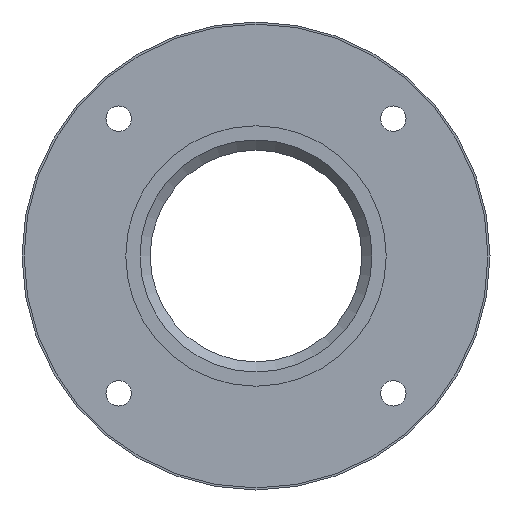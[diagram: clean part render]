
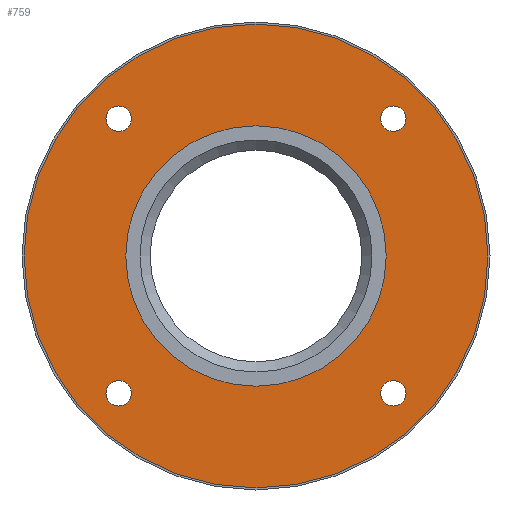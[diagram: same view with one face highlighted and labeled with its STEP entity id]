
A CAD part, front view. The second image highlights one B-rep face of the part: STEP entity #759.
In plain terms, the highlighted planar face has unit normal (0, -1, 0).
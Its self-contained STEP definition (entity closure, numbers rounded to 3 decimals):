
#17=FACE_BOUND('',#138,.T.);
#18=FACE_BOUND('',#139,.T.);
#19=FACE_BOUND('',#140,.T.);
#20=FACE_BOUND('',#141,.T.);
#21=FACE_BOUND('',#142,.T.);
#59=PLANE('',#857);
#96=FACE_OUTER_BOUND('',#137,.T.);
#137=EDGE_LOOP('',(#601,#602));
#138=EDGE_LOOP('',(#603));
#139=EDGE_LOOP('',(#604));
#140=EDGE_LOOP('',(#605));
#141=EDGE_LOOP('',(#606));
#142=EDGE_LOOP('',(#607,#608));
#258=CIRCLE('',#800,1.25);
#266=CIRCLE('',#812,1.25);
#274=CIRCLE('',#824,1.25);
#282=CIRCLE('',#836,1.25);
#296=CIRCLE('',#858,22.8);
#297=CIRCLE('',#859,22.8);
#298=CIRCLE('',#860,12.8);
#299=CIRCLE('',#861,12.8);
#333=VERTEX_POINT('',#1184);
#341=VERTEX_POINT('',#1208);
#349=VERTEX_POINT('',#1232);
#357=VERTEX_POINT('',#1256);
#371=VERTEX_POINT('',#1298);
#372=VERTEX_POINT('',#1299);
#373=VERTEX_POINT('',#1302);
#374=VERTEX_POINT('',#1303);
#412=EDGE_CURVE('',#333,#333,#258,.T.);
#424=EDGE_CURVE('',#341,#341,#266,.T.);
#436=EDGE_CURVE('',#349,#349,#274,.T.);
#448=EDGE_CURVE('',#357,#357,#282,.T.);
#467=EDGE_CURVE('',#371,#372,#296,.T.);
#468=EDGE_CURVE('',#372,#371,#297,.T.);
#469=EDGE_CURVE('',#373,#374,#298,.T.);
#470=EDGE_CURVE('',#374,#373,#299,.T.);
#601=ORIENTED_EDGE('',*,*,#467,.F.);
#602=ORIENTED_EDGE('',*,*,#468,.F.);
#603=ORIENTED_EDGE('',*,*,#412,.T.);
#604=ORIENTED_EDGE('',*,*,#424,.T.);
#605=ORIENTED_EDGE('',*,*,#436,.T.);
#606=ORIENTED_EDGE('',*,*,#448,.T.);
#607=ORIENTED_EDGE('',*,*,#469,.T.);
#608=ORIENTED_EDGE('',*,*,#470,.T.);
#759=ADVANCED_FACE('',(#96,#17,#18,#19,#20,#21),#59,.T.);
#800=AXIS2_PLACEMENT_3D('',#1186,#931,#932);
#812=AXIS2_PLACEMENT_3D('',#1210,#959,#960);
#824=AXIS2_PLACEMENT_3D('',#1234,#987,#988);
#836=AXIS2_PLACEMENT_3D('',#1258,#1015,#1016);
#857=AXIS2_PLACEMENT_3D('',#1297,#1062,#1063);
#858=AXIS2_PLACEMENT_3D('',#1300,#1064,#1065);
#859=AXIS2_PLACEMENT_3D('',#1301,#1066,#1067);
#860=AXIS2_PLACEMENT_3D('',#1304,#1068,#1069);
#861=AXIS2_PLACEMENT_3D('',#1305,#1070,#1071);
#931=DIRECTION('center_axis',(0.,1.,0.));
#932=DIRECTION('ref_axis',(-1.,0.,0.));
#959=DIRECTION('center_axis',(0.,1.,0.));
#960=DIRECTION('ref_axis',(-1.,0.,0.));
#987=DIRECTION('center_axis',(0.,1.,0.));
#988=DIRECTION('ref_axis',(-1.,0.,0.));
#1015=DIRECTION('center_axis',(0.,1.,0.));
#1016=DIRECTION('ref_axis',(-1.,0.,0.));
#1062=DIRECTION('center_axis',(0.,-1.,0.));
#1063=DIRECTION('ref_axis',(0.,0.,-1.));
#1064=DIRECTION('center_axis',(0.,1.,0.));
#1065=DIRECTION('ref_axis',(1.,0.,0.));
#1066=DIRECTION('center_axis',(0.,1.,0.));
#1067=DIRECTION('ref_axis',(1.,0.,0.));
#1068=DIRECTION('center_axis',(0.,1.,0.));
#1069=DIRECTION('ref_axis',(1.,0.,0.));
#1070=DIRECTION('center_axis',(0.,1.,0.));
#1071=DIRECTION('ref_axis',(1.,0.,0.));
#1184=CARTESIAN_POINT('',(-12.25,-4.6,13.5));
#1186=CARTESIAN_POINT('Origin',(-13.5,-4.6,13.5));
#1208=CARTESIAN_POINT('',(-12.25,-4.6,-13.5));
#1210=CARTESIAN_POINT('Origin',(-13.5,-4.6,-13.5));
#1232=CARTESIAN_POINT('',(14.75,-4.6,13.5));
#1234=CARTESIAN_POINT('Origin',(13.5,-4.6,13.5));
#1256=CARTESIAN_POINT('',(14.75,-4.6,-13.5));
#1258=CARTESIAN_POINT('Origin',(13.5,-4.6,-13.5));
#1297=CARTESIAN_POINT('Origin',(0.,-4.6,22.8));
#1298=CARTESIAN_POINT('',(0.,-4.6,22.8));
#1299=CARTESIAN_POINT('',(0.,-4.6,-22.8));
#1300=CARTESIAN_POINT('Origin',(0.,-4.6,0.));
#1301=CARTESIAN_POINT('Origin',(0.,-4.6,0.));
#1302=CARTESIAN_POINT('',(0.,-4.6,12.8));
#1303=CARTESIAN_POINT('',(0.,-4.6,-12.8));
#1304=CARTESIAN_POINT('Origin',(0.,-4.6,0.));
#1305=CARTESIAN_POINT('Origin',(0.,-4.6,0.));
